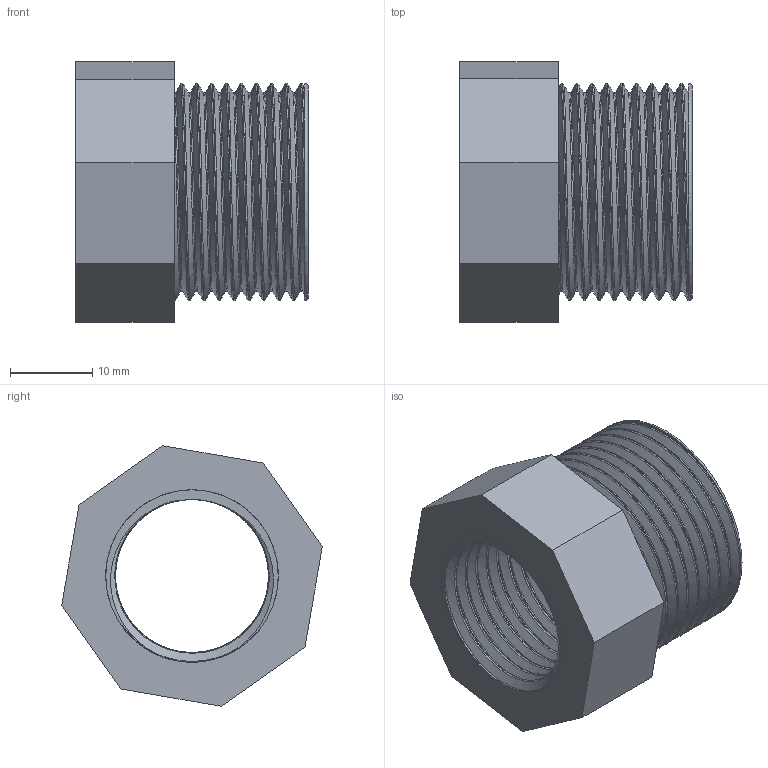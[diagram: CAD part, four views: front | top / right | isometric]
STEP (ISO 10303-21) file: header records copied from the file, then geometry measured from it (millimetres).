
FILE_DESCRIPTION(/* description */ (''),/* implementation_level */ '2;1');
FILE_NAME(/* name */ 'RB91025B.ipt.stp',/* time_stamp */ '2017-01-24T18:31:53+01:00',/* author */ ('Eugenio'),/* organization */ (''),/* preprocessor_version */ 'ST-DEVELOPER v16.5',/* originating_system */ 'Autodesk Inventor 2017',/* authorisation */ '');
FILE_SCHEMA (('AUTOMOTIVE_DESIGN { 1 0 10303 214 3 1 1 }'));
Length unit declared in the file: millimetre
Products named in the file (1): RB91025B
Bounding box: 28.3 x 31.68 x 31.68 mm (x, y, z)
Volume: 7020.4 mm3; surface area: 11428.4 mm2
Topology: 3 solids, 3 shells, 37 faces, 84 edges, 56 vertices
Faces by surface type: plane 17, bspline 12, cylinder 7, torus 1
Full cylindrical faces by diameter (mm): 20.96 x2, 22.96 x1, 24.072 x2
Entity records: 8938 total; most frequent: CARTESIAN_POINT 8184, ORIENTED_EDGE 156, DIRECTION 108, EDGE_CURVE 78, VERTEX_POINT 56, EDGE_LOOP 52, AXIS2_PLACEMENT_3D 42, B_SPLINE_CURVE_WITH_KNOTS 38
